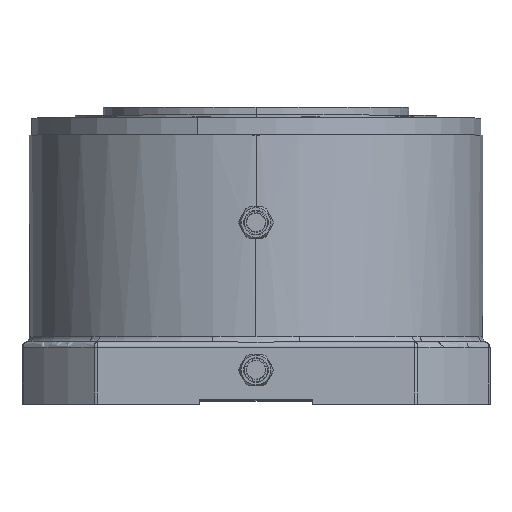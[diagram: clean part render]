
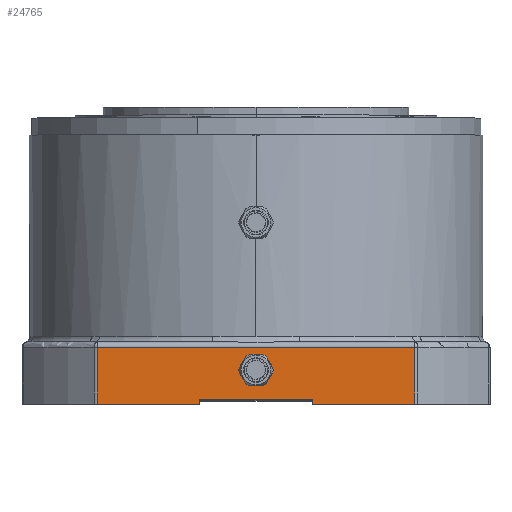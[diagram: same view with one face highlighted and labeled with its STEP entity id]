
A CAD part, top view. The second image highlights one B-rep face of the part: STEP entity #24765.
In plain terms, the highlighted planar face has unit normal (0, 0, 1).
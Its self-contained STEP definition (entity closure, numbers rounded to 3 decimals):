
#24346 = EDGE_CURVE ( 'NONE', #25113, #25118, #39691, .T. ) ;
#24532 = EDGE_CURVE ( 'NONE', #25200, #25204, #41797, .T. ) ;
#24545 = EDGE_CURVE ( 'NONE', #25213, #25219, #41832, .T. ) ;
#24565 = EDGE_CURVE ( 'NONE', #25118, #25113, #42212, .T. ) ;
#24566 = EDGE_CURVE ( 'NONE', #25231, #25237, #42671, .T. ) ;
#24567 = EDGE_CURVE ( 'NONE', #25237, #25200, #42679, .T. ) ;
#24568 = EDGE_CURVE ( 'NONE', #25222, #25204, #42682, .T. ) ;
#24569 = EDGE_CURVE ( 'NONE', #25239, #25222, #42685, .T. ) ;
#24570 = EDGE_CURVE ( 'NONE', #25239, #25213, #42688, .T. ) ;
#24571 = EDGE_CURVE ( 'NONE', #25219, #25231, #42691, .T. ) ;
#24765 = ADVANCED_FACE ( 'NONE', ( #43573, #43557 ), #43575, .F. ) ;
#25113 = VERTEX_POINT ( 'NONE', #45095 ) ;
#25118 = VERTEX_POINT ( 'NONE', #45100 ) ;
#25200 = VERTEX_POINT ( 'NONE', #45182 ) ;
#25204 = VERTEX_POINT ( 'NONE', #45186 ) ;
#25213 = VERTEX_POINT ( 'NONE', #45195 ) ;
#25219 = VERTEX_POINT ( 'NONE', #45201 ) ;
#25222 = VERTEX_POINT ( 'NONE', #45204 ) ;
#25231 = VERTEX_POINT ( 'NONE', #45213 ) ;
#25237 = VERTEX_POINT ( 'NONE', #45219 ) ;
#25239 = VERTEX_POINT ( 'NONE', #45221 ) ;
#25282 = ORIENTED_EDGE ( 'NONE', *, *, #24565, .F. ) ;
#25283 = ORIENTED_EDGE ( 'NONE', *, *, #24346, .F. ) ;
#25284 = ORIENTED_EDGE ( 'NONE', *, *, #24566, .T. ) ;
#25285 = ORIENTED_EDGE ( 'NONE', *, *, #24567, .T. ) ;
#25286 = ORIENTED_EDGE ( 'NONE', *, *, #24532, .T. ) ;
#25287 = ORIENTED_EDGE ( 'NONE', *, *, #24568, .F. ) ;
#25288 = ORIENTED_EDGE ( 'NONE', *, *, #24569, .F. ) ;
#25289 = ORIENTED_EDGE ( 'NONE', *, *, #24570, .T. ) ;
#25290 = ORIENTED_EDGE ( 'NONE', *, *, #24545, .T. ) ;
#25291 = ORIENTED_EDGE ( 'NONE', *, *, #24571, .T. ) ;
#32304 = EDGE_LOOP ( 'NONE', ( #25282, #25283 ) ) ;
#32306 = EDGE_LOOP ( 'NONE', ( #25284, #25285, #25286, #25287, #25288, #25289, #25290, #25291 ) ) ;
#39573 = CARTESIAN_POINT ( 'NONE',  ( 0., 12., 82.5 ) ) ;
#39574 = DIRECTION ( 'NONE',  ( 0., 0., 1. ) ) ;
#39575 = DIRECTION ( 'NONE',  ( 1., 0., 0. ) ) ;
#39691 = CIRCLE ( 'NONE', #39693, 4.5 ) ;
#39693 = AXIS2_PLACEMENT_3D ( 'NONE', #39573, #39574, #39575 ) ;
#41797 = LINE ( 'NONE', #41798, #42164 ) ;
#41798 = CARTESIAN_POINT ( 'NONE',  ( -82.5, 0., 82.5 ) ) ;
#41806 = DIRECTION ( 'NONE',  ( 1., 0., 0. ) ) ;
#41832 = LINE ( 'NONE', #41837, #42185 ) ;
#41837 = CARTESIAN_POINT ( 'NONE',  ( -82.5, 0., 82.5 ) ) ;
#41844 = DIRECTION ( 'NONE',  ( 1., 0., 0. ) ) ;
#42164 = VECTOR ( 'NONE', #41806, 1000. ) ;
#42185 = VECTOR ( 'NONE', #41844, 1000. ) ;
#42212 = CIRCLE ( 'NONE', #42214, 4.5 ) ;
#42213 = VECTOR ( 'NONE', #42678, 1000. ) ;
#42214 = AXIS2_PLACEMENT_3D ( 'NONE', #42675, #42676, #42677 ) ;
#42215 = VECTOR ( 'NONE', #42681, 1000. ) ;
#42216 = VECTOR ( 'NONE', #42684, 1000. ) ;
#42217 = VECTOR ( 'NONE', #42687, 1000. ) ;
#42218 = VECTOR ( 'NONE', #42690, 1000. ) ;
#42219 = VECTOR ( 'NONE', #42693, 1000. ) ;
#42537 = AXIS2_PLACEMENT_3D ( 'NONE', #43584, #43585, #43586 ) ;
#42667 = CARTESIAN_POINT ( 'NONE',  ( -56.513, 20., 82.5 ) ) ;
#42671 = LINE ( 'NONE', #42667, #42213 ) ;
#42675 = CARTESIAN_POINT ( 'NONE',  ( 0., 12., 82.5 ) ) ;
#42676 = DIRECTION ( 'NONE',  ( 0., 0., 1. ) ) ;
#42677 = DIRECTION ( 'NONE',  ( 1., 0., 0. ) ) ;
#42678 = DIRECTION ( 'NONE',  ( -1., 0., 0. ) ) ;
#42679 = LINE ( 'NONE', #42680, #42215 ) ;
#42680 = CARTESIAN_POINT ( 'NONE',  ( -55.891, 0., 82.5 ) ) ;
#42681 = DIRECTION ( 'NONE',  ( 0., -1., 0. ) ) ;
#42682 = LINE ( 'NONE', #42683, #42216 ) ;
#42683 = CARTESIAN_POINT ( 'NONE',  ( -20., 1.8, 82.5 ) ) ;
#42684 = DIRECTION ( 'NONE',  ( 0., -1., 0. ) ) ;
#42685 = LINE ( 'NONE', #42686, #42217 ) ;
#42686 = CARTESIAN_POINT ( 'NONE',  ( -20., 1.8, 82.5 ) ) ;
#42687 = DIRECTION ( 'NONE',  ( -1., 0., 0. ) ) ;
#42688 = LINE ( 'NONE', #42689, #42218 ) ;
#42689 = CARTESIAN_POINT ( 'NONE',  ( 20., 1.8, 82.5 ) ) ;
#42690 = DIRECTION ( 'NONE',  ( 0., -1., 0. ) ) ;
#42691 = LINE ( 'NONE', #42692, #42219 ) ;
#42692 = CARTESIAN_POINT ( 'NONE',  ( 55.891, 22., 82.5 ) ) ;
#42693 = DIRECTION ( 'NONE',  ( 0., 1., 0. ) ) ;
#43557 = FACE_OUTER_BOUND ( 'NONE', #32306, .T. ) ;
#43573 = FACE_BOUND ( 'NONE', #32304, .T. ) ;
#43575 = PLANE ( 'NONE',  #42537 ) ;
#43584 = CARTESIAN_POINT ( 'NONE',  ( -82.5, 95., 82.5 ) ) ;
#43585 = DIRECTION ( 'NONE',  ( 0., 0., -1. ) ) ;
#43586 = DIRECTION ( 'NONE',  ( -1., 0., 0. ) ) ;
#45095 = CARTESIAN_POINT ( 'NONE',  ( -4.5, 12., 82.5 ) ) ;
#45100 = CARTESIAN_POINT ( 'NONE',  ( 4.5, 12., 82.5 ) ) ;
#45182 = CARTESIAN_POINT ( 'NONE',  ( -55.891, 0., 82.5 ) ) ;
#45186 = CARTESIAN_POINT ( 'NONE',  ( -20., 0., 82.5 ) ) ;
#45195 = CARTESIAN_POINT ( 'NONE',  ( 20., 0., 82.5 ) ) ;
#45201 = CARTESIAN_POINT ( 'NONE',  ( 55.891, 0., 82.5 ) ) ;
#45204 = CARTESIAN_POINT ( 'NONE',  ( -20., 1.8, 82.5 ) ) ;
#45213 = CARTESIAN_POINT ( 'NONE',  ( 55.891, 20., 82.5 ) ) ;
#45219 = CARTESIAN_POINT ( 'NONE',  ( -55.891, 20., 82.5 ) ) ;
#45221 = CARTESIAN_POINT ( 'NONE',  ( 20., 1.8, 82.5 ) ) ;
